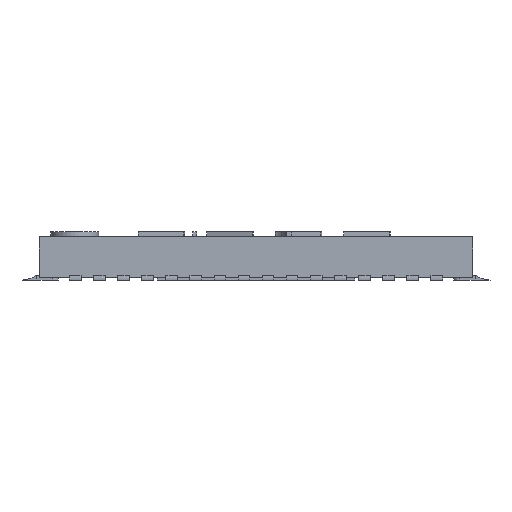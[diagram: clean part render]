
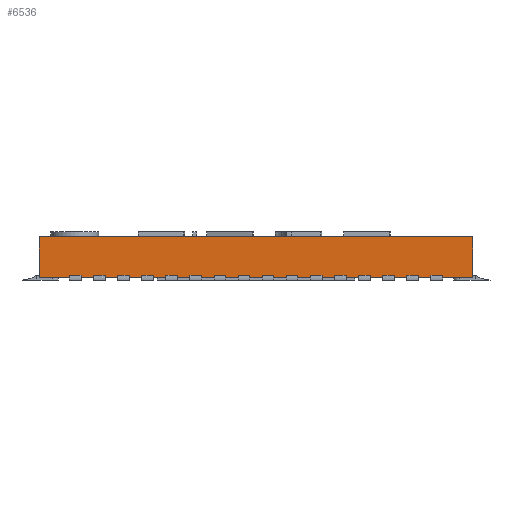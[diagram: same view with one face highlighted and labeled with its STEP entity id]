
A CAD part, left-side view. The second image highlights one B-rep face of the part: STEP entity #6536.
In plain terms, the highlighted planar face has unit normal (-1, 0, 0).
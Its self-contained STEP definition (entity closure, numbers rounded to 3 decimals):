
#6536=ADVANCED_FACE('',(#14581),#14583,.F.);
#14581=FACE_BOUND('',#14582,.T.);
#14582=EDGE_LOOP('',(#26958,#26959,#26960,#26961));
#14583=PLANE('',#14584);
#14584=AXIS2_PLACEMENT_3D('',#14585,#14586,#14587);
#14585=CARTESIAN_POINT('',(-4.5,-4.5,0.05));
#14586=DIRECTION('',(1.,0.,0.));
#14587=DIRECTION('',(0.,0.,1.));
#26958=ORIENTED_EDGE('',*,*,#34487,.T.);
#26959=ORIENTED_EDGE('',*,*,#35968,.F.);
#26960=ORIENTED_EDGE('',*,*,#35969,.F.);
#26961=ORIENTED_EDGE('',*,*,#35970,.T.);
#34487=EDGE_CURVE('',#38947,#38948,#38949,.T.);
#35968=EDGE_CURVE('',#41402,#38948,#41403,.T.);
#35969=EDGE_CURVE('',#41404,#41402,#41405,.T.);
#35970=EDGE_CURVE('',#41404,#38947,#41406,.T.);
#38947=VERTEX_POINT('',#46397);
#38948=VERTEX_POINT('',#46398);
#38949=LINE('',#46399,#46400);
#41402=VERTEX_POINT('',#51816);
#41403=LINE('',#51817,#51818);
#41404=VERTEX_POINT('',#51820);
#41405=LINE('',#51821,#51822);
#41406=LINE('',#51824,#51825);
#46397=CARTESIAN_POINT('',(-4.5,-4.5,0.9));
#46398=CARTESIAN_POINT('',(-4.5,4.5,0.9));
#46399=CARTESIAN_POINT('',(-4.5,-4.5,0.9));
#46400=VECTOR('',#46401,1.);
#46401=DIRECTION('',(0.,1.,0.));
#51816=CARTESIAN_POINT('',(-4.5,4.5,0.05));
#51817=CARTESIAN_POINT('',(-4.5,4.5,0.05));
#51818=VECTOR('',#51819,1.);
#51819=DIRECTION('',(0.,0.,1.));
#51820=CARTESIAN_POINT('',(-4.5,-4.5,0.05));
#51821=CARTESIAN_POINT('',(-4.5,-4.5,0.05));
#51822=VECTOR('',#51823,1.);
#51823=DIRECTION('',(0.,1.,0.));
#51824=CARTESIAN_POINT('',(-4.5,-4.5,0.05));
#51825=VECTOR('',#51826,1.);
#51826=DIRECTION('',(0.,0.,1.));
